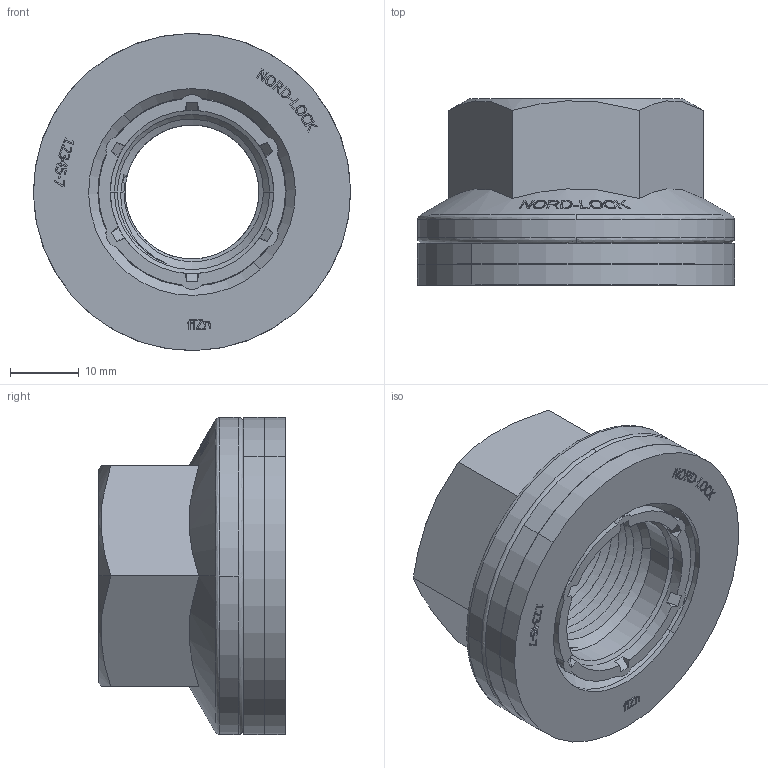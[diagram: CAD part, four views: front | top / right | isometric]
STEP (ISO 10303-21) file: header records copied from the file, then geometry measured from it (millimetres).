
FILE_DESCRIPTION (( 'STEP AP203' ), '1' );
FILE_NAME ('NLWN-M22x1_5-Nord-Lock.step', '2020-09-07T19:49:07', ( '' ), ( '' ), 'SwSTEP 2.0', 'SolidWorks 2014', '' );
FILE_SCHEMA (( 'CONFIG_CONTROL_DESIGN' ));
Length unit declared in the file: millimetre
Products named in the file (4): washerM22_solidcomponents_1; pairs_M22_solidcomponents_1; 156-002-001_6sektioner; NLWN-M22x1_5-Nord-Lock
Assembly tree (4 placements, depth 3):
  NLWN-M22x1_5-Nord-Lock
    pairs_M22_solidcomponents_1
      washerM22_solidcomponents_1  x2
    156-002-001_6sektioner
Bounding box: 46 x 27.05 x 46 mm (x, y, z)
Volume: 22741.5 mm3; surface area: 13792.4 mm2
Topology: 3 solids, 3 shells, 866 faces, 2330 edges, 1543 vertices
Faces by surface type: plane 471, bspline 333, cylinder 34, cone 28
Entity records: 31405 total; most frequent: CARTESIAN_POINT 18305, ORIENTED_EDGE 3084, DIRECTION 1780, EDGE_CURVE 1542, VERTEX_POINT 1019, LINE 882, VECTOR 882, EDGE_LOOP 627
